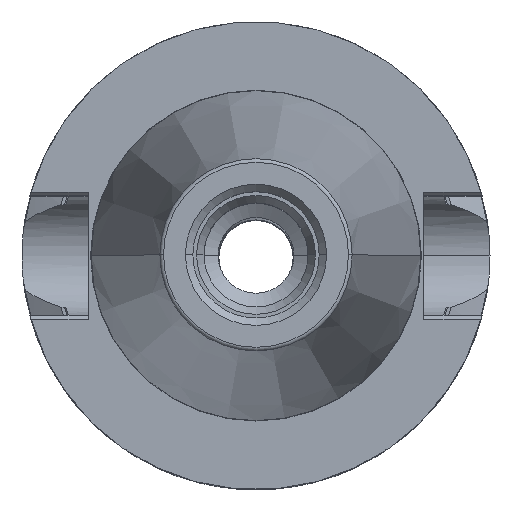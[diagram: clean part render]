
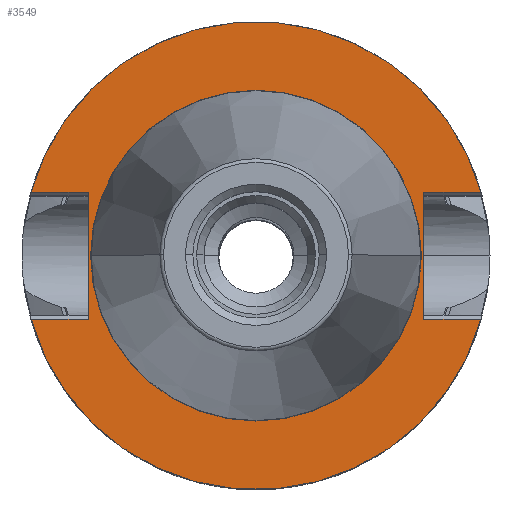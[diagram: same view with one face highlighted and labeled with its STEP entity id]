
A CAD part, top view. The second image highlights one B-rep face of the part: STEP entity #3549.
In plain terms, the highlighted planar face has unit normal (0, 0, 1).
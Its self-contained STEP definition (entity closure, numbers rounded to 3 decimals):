
#124 = VERTEX_POINT ( 'NONE', #2093 ) ;
#128 = DIRECTION ( 'NONE',  ( -1., 0., 0. ) ) ;
#193 = DIRECTION ( 'NONE',  ( 1., 0., 0. ) ) ;
#206 = DIRECTION ( 'NONE',  ( 0., 0., 1. ) ) ;
#271 = CARTESIAN_POINT ( 'NONE',  ( 30.317, 8.55, -2. ) ) ;
#388 = EDGE_LOOP ( 'NONE', ( #1094, #668, #2990, #961, #5153, #4213, #1861, #2084 ) ) ;
#517 = VERTEX_POINT ( 'NONE', #3428 ) ;
#533 = CARTESIAN_POINT ( 'NONE',  ( -22.6, 8.55, -2. ) ) ;
#578 = CIRCLE ( 'NONE', #3682, 22.238 ) ;
#585 = CIRCLE ( 'NONE', #1004, 31.5 ) ;
#668 = ORIENTED_EDGE ( 'NONE', *, *, #2382, .T. ) ;
#681 = CARTESIAN_POINT ( 'NONE',  ( 0., 0., -2. ) ) ;
#691 = LINE ( 'NONE', #1194, #2702 ) ;
#693 = CARTESIAN_POINT ( 'NONE',  ( 22.6, 8.55, -2. ) ) ;
#777 = EDGE_CURVE ( 'NONE', #1748, #4871, #4948, .T. ) ;
#799 = LINE ( 'NONE', #533, #2546 ) ;
#845 = ORIENTED_EDGE ( 'NONE', *, *, #1076, .F. ) ;
#910 = FACE_BOUND ( 'NONE', #1185, .T. ) ;
#911 = CARTESIAN_POINT ( 'NONE',  ( -22.6, 22.238, -2. ) ) ;
#961 = ORIENTED_EDGE ( 'NONE', *, *, #4675, .F. ) ;
#981 = AXIS2_PLACEMENT_3D ( 'NONE', #4966, #4547, #3717 ) ;
#1004 = AXIS2_PLACEMENT_3D ( 'NONE', #5031, #3755, #1815 ) ;
#1076 = EDGE_CURVE ( 'NONE', #4888, #3018, #578, .T. ) ;
#1085 = DIRECTION ( 'NONE',  ( 1., 0., 0. ) ) ;
#1094 = ORIENTED_EDGE ( 'NONE', *, *, #2486, .T. ) ;
#1177 = VERTEX_POINT ( 'NONE', #1964 ) ;
#1185 = EDGE_LOOP ( 'NONE', ( #845, #5198 ) ) ;
#1193 = VERTEX_POINT ( 'NONE', #3948 ) ;
#1194 = CARTESIAN_POINT ( 'NONE',  ( -22.6, -8.55, -2. ) ) ;
#1492 = AXIS2_PLACEMENT_3D ( 'NONE', #2219, #2617, #193 ) ;
#1543 = VERTEX_POINT ( 'NONE', #271 ) ;
#1581 = EDGE_CURVE ( 'NONE', #3018, #4888, #5060, .T. ) ;
#1732 = CARTESIAN_POINT ( 'NONE',  ( 22.238, 0., -2. ) ) ;
#1746 = PLANE ( 'NONE',  #3220 ) ;
#1748 = VERTEX_POINT ( 'NONE', #3168 ) ;
#1815 = DIRECTION ( 'NONE',  ( 1., 0., 0. ) ) ;
#1845 = LINE ( 'NONE', #3834, #3470 ) ;
#1861 = ORIENTED_EDGE ( 'NONE', *, *, #5075, .T. ) ;
#1869 = VECTOR ( 'NONE', #3791, 1000. ) ;
#1964 = CARTESIAN_POINT ( 'NONE',  ( -30.317, 8.55, -2. ) ) ;
#2084 = ORIENTED_EDGE ( 'NONE', *, *, #2521, .F. ) ;
#2093 = CARTESIAN_POINT ( 'NONE',  ( 22.6, -8.55, -2. ) ) ;
#2118 = DIRECTION ( 'NONE',  ( -1., 0., 0. ) ) ;
#2159 = LINE ( 'NONE', #4916, #4829 ) ;
#2198 = DIRECTION ( 'NONE',  ( -1., 0., 0. ) ) ;
#2219 = CARTESIAN_POINT ( 'NONE',  ( 0., 0., -2. ) ) ;
#2382 = EDGE_CURVE ( 'NONE', #517, #1748, #691, .T. ) ;
#2402 = CARTESIAN_POINT ( 'NONE',  ( -22.238, 0., -2. ) ) ;
#2486 = EDGE_CURVE ( 'NONE', #3844, #517, #2936, .T. ) ;
#2521 = EDGE_CURVE ( 'NONE', #3844, #1177, #799, .T. ) ;
#2546 = VECTOR ( 'NONE', #2198, 1000. ) ;
#2617 = DIRECTION ( 'NONE',  ( 0., 0., 1. ) ) ;
#2702 = VECTOR ( 'NONE', #2118, 1000. ) ;
#2907 = CARTESIAN_POINT ( 'NONE',  ( 30.317, -8.55, -2. ) ) ;
#2936 = LINE ( 'NONE', #911, #1869 ) ;
#2990 = ORIENTED_EDGE ( 'NONE', *, *, #777, .T. ) ;
#3018 = VERTEX_POINT ( 'NONE', #2402 ) ;
#3031 = DIRECTION ( 'NONE',  ( 0., 1., 0. ) ) ;
#3168 = CARTESIAN_POINT ( 'NONE',  ( -30.317, -8.55, -2. ) ) ;
#3220 = AXIS2_PLACEMENT_3D ( 'NONE', #5010, #4564, #128 ) ;
#3400 = VECTOR ( 'NONE', #3922, 1000. ) ;
#3428 = CARTESIAN_POINT ( 'NONE',  ( -22.6, -8.55, -2. ) ) ;
#3470 = VECTOR ( 'NONE', #3031, 1000. ) ;
#3549 = ADVANCED_FACE ( 'NONE', ( #910, #3996 ), #1746, .F. ) ;
#3682 = AXIS2_PLACEMENT_3D ( 'NONE', #681, #206, #1085 ) ;
#3709 = EDGE_CURVE ( 'NONE', #124, #1193, #1845, .T. ) ;
#3717 = DIRECTION ( 'NONE',  ( 1., 0., 0. ) ) ;
#3755 = DIRECTION ( 'NONE',  ( 0., 0., 1. ) ) ;
#3772 = EDGE_CURVE ( 'NONE', #1193, #1543, #5004, .T. ) ;
#3791 = DIRECTION ( 'NONE',  ( 0., -1., 0. ) ) ;
#3834 = CARTESIAN_POINT ( 'NONE',  ( 22.6, 22.238, -2. ) ) ;
#3844 = VERTEX_POINT ( 'NONE', #4333 ) ;
#3922 = DIRECTION ( 'NONE',  ( 1., 0., 0. ) ) ;
#3948 = CARTESIAN_POINT ( 'NONE',  ( 22.6, 8.55, -2. ) ) ;
#3996 = FACE_OUTER_BOUND ( 'NONE', #388, .T. ) ;
#4213 = ORIENTED_EDGE ( 'NONE', *, *, #3772, .T. ) ;
#4333 = CARTESIAN_POINT ( 'NONE',  ( -22.6, 8.55, -2. ) ) ;
#4448 = DIRECTION ( 'NONE',  ( 1., 0., 0. ) ) ;
#4547 = DIRECTION ( 'NONE',  ( 0., 0., 1. ) ) ;
#4564 = DIRECTION ( 'NONE',  ( 0., 0., -1. ) ) ;
#4675 = EDGE_CURVE ( 'NONE', #124, #4871, #2159, .T. ) ;
#4829 = VECTOR ( 'NONE', #4448, 1000. ) ;
#4871 = VERTEX_POINT ( 'NONE', #2907 ) ;
#4888 = VERTEX_POINT ( 'NONE', #1732 ) ;
#4916 = CARTESIAN_POINT ( 'NONE',  ( 22.6, -8.55, -2. ) ) ;
#4948 = CIRCLE ( 'NONE', #981, 31.5 ) ;
#4966 = CARTESIAN_POINT ( 'NONE',  ( 0., 0., -2. ) ) ;
#5004 = LINE ( 'NONE', #693, #3400 ) ;
#5010 = CARTESIAN_POINT ( 'NONE',  ( 0., 22.238, -2. ) ) ;
#5031 = CARTESIAN_POINT ( 'NONE',  ( 0., 0., -2. ) ) ;
#5060 = CIRCLE ( 'NONE', #1492, 22.238 ) ;
#5075 = EDGE_CURVE ( 'NONE', #1543, #1177, #585, .T. ) ;
#5153 = ORIENTED_EDGE ( 'NONE', *, *, #3709, .T. ) ;
#5198 = ORIENTED_EDGE ( 'NONE', *, *, #1581, .F. ) ;
